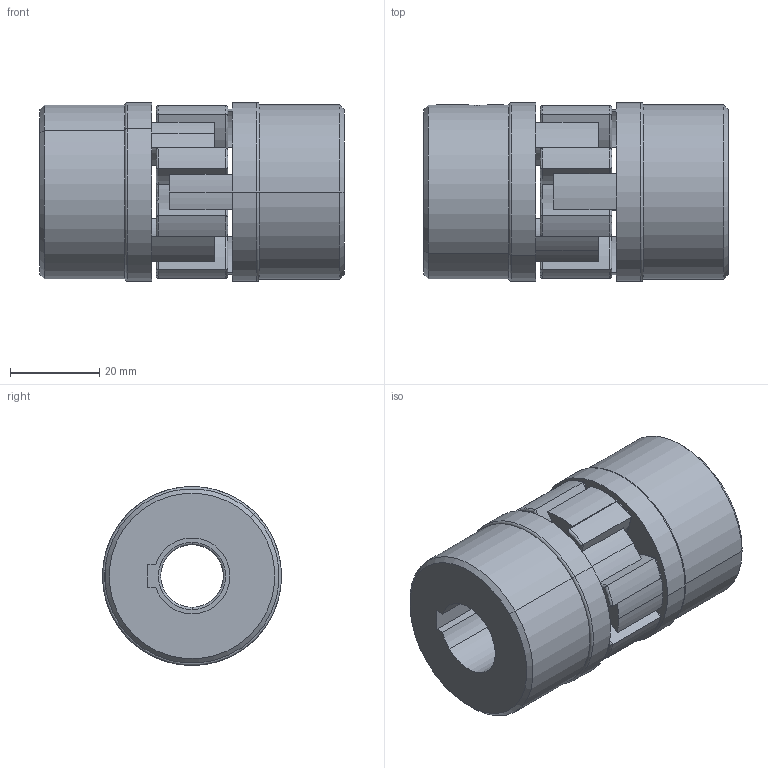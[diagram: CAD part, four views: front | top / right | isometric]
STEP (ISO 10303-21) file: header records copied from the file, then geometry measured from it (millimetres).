
FILE_DESCRIPTION (( 'STEP AP203' ), '1' );
FILE_NAME ('800.040.073.STEP', '2018-03-12T14:13:25', ( '' ), ( '' ), 'SwSTEP 2.0', 'SolidWorks 2016', '' );
FILE_SCHEMA (( 'CONFIG_CONTROL_DESIGN' ));
Length unit declared in the file: millimetre
Products named in the file (3): 800.040.073A; 800.040.073B; 800.040.073
Assembly tree (3 placements, depth 2):
  800.040.073
    800.040.073B
    800.040.073A  x2
Bounding box: 68 x 40 x 40 mm (x, y, z)
Volume: 62496 mm3; surface area: 21670.6 mm2
Topology: 3 solids, 3 shells, 193 faces, 453 edges, 272 vertices
Faces by surface type: cylinder 93, torus 74, plane 22, cone 4
Entity records: 5006 total; most frequent: CARTESIAN_POINT 1221, DIRECTION 801, ORIENTED_EDGE 698, AXIS2_PLACEMENT_3D 362, EDGE_CURVE 349, VERTEX_POINT 206, CIRCLE 206, EDGE_LOOP 159
